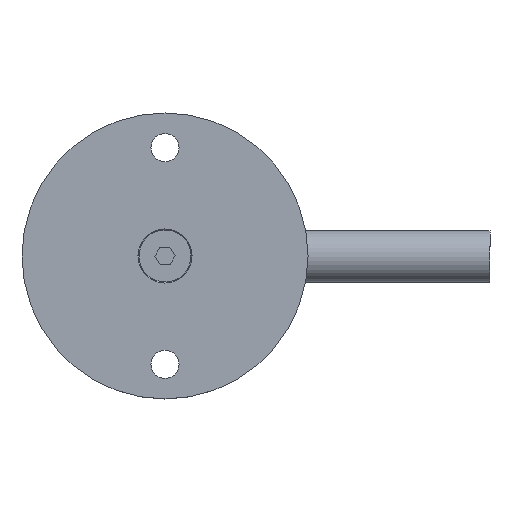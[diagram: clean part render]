
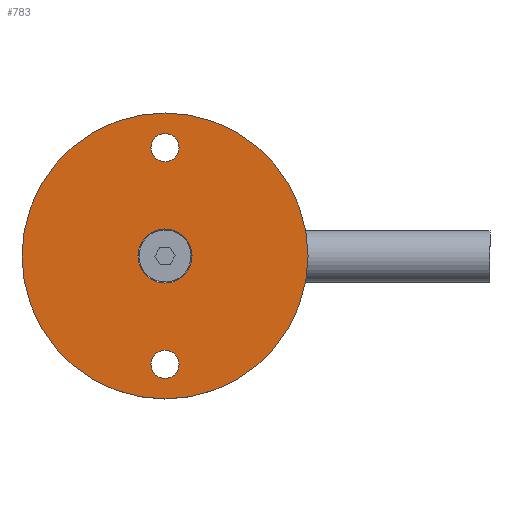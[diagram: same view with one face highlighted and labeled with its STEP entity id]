
A CAD part, top view. The second image highlights one B-rep face of the part: STEP entity #783.
In plain terms, the highlighted planar face has unit normal (0, 0, 1).
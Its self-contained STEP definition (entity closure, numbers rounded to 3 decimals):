
#12 = AXIS2_PLACEMENT_3D ( 'NONE', #1062, #1786, #657 ) ;
#14 = PLANE ( 'NONE',  #1207 ) ;
#35 = DIRECTION ( 'NONE',  ( 1., 0., 0. ) ) ;
#37 = ORIENTED_EDGE ( 'NONE', *, *, #1816, .T. ) ;
#51 = DIRECTION ( 'NONE',  ( -1., 0., 0. ) ) ;
#61 = CARTESIAN_POINT ( 'NONE',  ( 33., 0., 4. ) ) ;
#73 = CIRCLE ( 'NONE', #1222, 33. ) ;
#142 = CARTESIAN_POINT ( 'NONE',  ( 0., 25., 4. ) ) ;
#153 = CARTESIAN_POINT ( 'NONE',  ( 3.25, 25., 4. ) ) ;
#195 = EDGE_CURVE ( 'NONE', #1716, #848, #251, .T. ) ;
#202 = DIRECTION ( 'NONE',  ( 0., 0., 1. ) ) ;
#225 = ORIENTED_EDGE ( 'NONE', *, *, #382, .F. ) ;
#251 = CIRCLE ( 'NONE', #1089, 6.25 ) ;
#288 = AXIS2_PLACEMENT_3D ( 'NONE', #955, #1396, #686 ) ;
#309 = DIRECTION ( 'NONE',  ( 0., 0., 1. ) ) ;
#310 = VERTEX_POINT ( 'NONE', #612 ) ;
#331 = DIRECTION ( 'NONE',  ( 1., 0., 0. ) ) ;
#372 = EDGE_CURVE ( 'NONE', #848, #1716, #992, .T. ) ;
#382 = EDGE_CURVE ( 'NONE', #1339, #1526, #623, .T. ) ;
#430 = DIRECTION ( 'NONE',  ( 0., 0., 1. ) ) ;
#529 = EDGE_LOOP ( 'NONE', ( #760, #225 ) ) ;
#550 = VERTEX_POINT ( 'NONE', #678 ) ;
#555 = FACE_BOUND ( 'NONE', #696, .T. ) ;
#582 = EDGE_LOOP ( 'NONE', ( #1299, #638 ) ) ;
#590 = CARTESIAN_POINT ( 'NONE',  ( -6.25, 0., 4. ) ) ;
#607 = AXIS2_PLACEMENT_3D ( 'NONE', #1071, #1211, #1088 ) ;
#612 = CARTESIAN_POINT ( 'NONE',  ( -33., 0., 4. ) ) ;
#623 = CIRCLE ( 'NONE', #12, 3.25 ) ;
#624 = DIRECTION ( 'NONE',  ( 0., 0., 1. ) ) ;
#629 = EDGE_CURVE ( 'NONE', #1073, #310, #646, .T. ) ;
#638 = ORIENTED_EDGE ( 'NONE', *, *, #1137, .F. ) ;
#646 = CIRCLE ( 'NONE', #288, 33. ) ;
#657 = DIRECTION ( 'NONE',  ( 1., 0., 0. ) ) ;
#662 = AXIS2_PLACEMENT_3D ( 'NONE', #1642, #1067, #1800 ) ;
#678 = CARTESIAN_POINT ( 'NONE',  ( -3.25, -25., 4. ) ) ;
#686 = DIRECTION ( 'NONE',  ( 1., 0., 0. ) ) ;
#696 = EDGE_LOOP ( 'NONE', ( #1239, #1153 ) ) ;
#701 = CIRCLE ( 'NONE', #1465, 3.25 ) ;
#713 = CARTESIAN_POINT ( 'NONE',  ( 0., 0., 4. ) ) ;
#734 = CARTESIAN_POINT ( 'NONE',  ( 0., -25., 4. ) ) ;
#760 = ORIENTED_EDGE ( 'NONE', *, *, #1437, .F. ) ;
#765 = CARTESIAN_POINT ( 'NONE',  ( 0., 0., 4. ) ) ;
#783 = ADVANCED_FACE ( 'NONE', ( #555, #1107, #884, #830 ), #14, .T. ) ;
#818 = CARTESIAN_POINT ( 'NONE',  ( -3.25, 25., 4. ) ) ;
#830 = FACE_OUTER_BOUND ( 'NONE', #1527, .T. ) ;
#845 = EDGE_CURVE ( 'NONE', #550, #1066, #701, .T. ) ;
#848 = VERTEX_POINT ( 'NONE', #1442 ) ;
#864 = ORIENTED_EDGE ( 'NONE', *, *, #629, .T. ) ;
#884 = FACE_BOUND ( 'NONE', #529, .T. ) ;
#894 = DIRECTION ( 'NONE',  ( 0., 0., 1. ) ) ;
#906 = CARTESIAN_POINT ( 'NONE',  ( 3.25, -25., 4. ) ) ;
#955 = CARTESIAN_POINT ( 'NONE',  ( 0., 0., 4. ) ) ;
#992 = CIRCLE ( 'NONE', #662, 6.25 ) ;
#1026 = DIRECTION ( 'NONE',  ( 1., 0., 0. ) ) ;
#1062 = CARTESIAN_POINT ( 'NONE',  ( 0., 25., 4. ) ) ;
#1066 = VERTEX_POINT ( 'NONE', #906 ) ;
#1067 = DIRECTION ( 'NONE',  ( 0., 0., 1. ) ) ;
#1071 = CARTESIAN_POINT ( 'NONE',  ( 0., -25., 4. ) ) ;
#1073 = VERTEX_POINT ( 'NONE', #61 ) ;
#1088 = DIRECTION ( 'NONE',  ( -1., 0., 0. ) ) ;
#1089 = AXIS2_PLACEMENT_3D ( 'NONE', #765, #624, #1026 ) ;
#1103 = AXIS2_PLACEMENT_3D ( 'NONE', #142, #430, #35 ) ;
#1107 = FACE_BOUND ( 'NONE', #582, .T. ) ;
#1137 = EDGE_CURVE ( 'NONE', #1066, #550, #1235, .T. ) ;
#1153 = ORIENTED_EDGE ( 'NONE', *, *, #195, .F. ) ;
#1207 = AXIS2_PLACEMENT_3D ( 'NONE', #713, #309, #331 ) ;
#1211 = DIRECTION ( 'NONE',  ( 0., 0., 1. ) ) ;
#1222 = AXIS2_PLACEMENT_3D ( 'NONE', #1608, #202, #1319 ) ;
#1235 = CIRCLE ( 'NONE', #607, 3.25 ) ;
#1239 = ORIENTED_EDGE ( 'NONE', *, *, #372, .F. ) ;
#1299 = ORIENTED_EDGE ( 'NONE', *, *, #845, .F. ) ;
#1319 = DIRECTION ( 'NONE',  ( 1., 0., 0. ) ) ;
#1339 = VERTEX_POINT ( 'NONE', #818 ) ;
#1396 = DIRECTION ( 'NONE',  ( 0., 0., 1. ) ) ;
#1437 = EDGE_CURVE ( 'NONE', #1526, #1339, #1662, .T. ) ;
#1442 = CARTESIAN_POINT ( 'NONE',  ( 6.25, 0., 4. ) ) ;
#1465 = AXIS2_PLACEMENT_3D ( 'NONE', #734, #894, #51 ) ;
#1526 = VERTEX_POINT ( 'NONE', #153 ) ;
#1527 = EDGE_LOOP ( 'NONE', ( #37, #864 ) ) ;
#1608 = CARTESIAN_POINT ( 'NONE',  ( 0., 0., 4. ) ) ;
#1642 = CARTESIAN_POINT ( 'NONE',  ( 0., 0., 4. ) ) ;
#1662 = CIRCLE ( 'NONE', #1103, 3.25 ) ;
#1716 = VERTEX_POINT ( 'NONE', #590 ) ;
#1786 = DIRECTION ( 'NONE',  ( 0., 0., 1. ) ) ;
#1800 = DIRECTION ( 'NONE',  ( 1., 0., 0. ) ) ;
#1816 = EDGE_CURVE ( 'NONE', #310, #1073, #73, .T. ) ;
